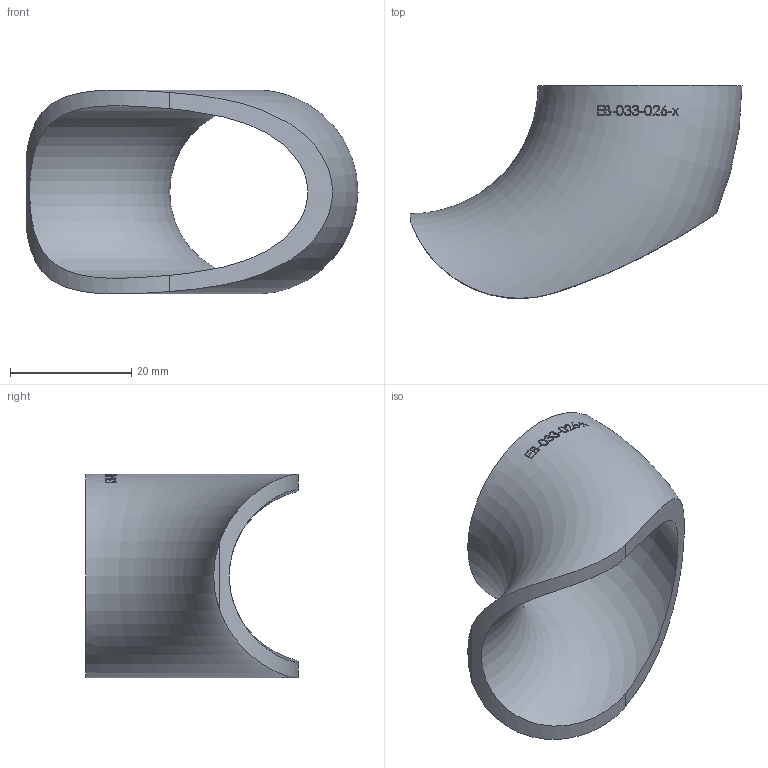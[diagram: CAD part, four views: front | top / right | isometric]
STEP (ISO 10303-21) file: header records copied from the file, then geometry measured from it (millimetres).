
FILE_DESCRIPTION (( 'STEP AP214' ), '1' );
FILE_NAME ('EB-033-026-x Einschweissbogen 2208.STEP', '2022-08-30T08:39:06', ( '' ), ( '' ), 'SwSTEP 2.0', 'SolidWorks 2019', '' );
FILE_SCHEMA (( 'AUTOMOTIVE_DESIGN' ));
Length unit declared in the file: millimetre
Products named in the file (1): EB-033-026-x Einschweissbogen 2208
Bounding box: 54.85 x 35.16 x 33.7 mm (x, y, z)
Volume: 8976.8 mm3; surface area: 7587.9 mm2
Topology: 1 solids, 1 shells, 153 faces, 411 edges, 276 vertices
Faces by surface type: bspline 131, torus 19, plane 2, cylinder 1
Entity records: 15686 total; most frequent: CARTESIAN_POINT 11448, ORIENTED_EDGE 814, EDGE_CURVE 407, B_SPLINE_CURVE_WITH_KNOTS 401, VERTEX_POINT 274, EDGE_LOOP 173, FACE_OUTER_BOUND 155, ADVANCED_FACE 153
